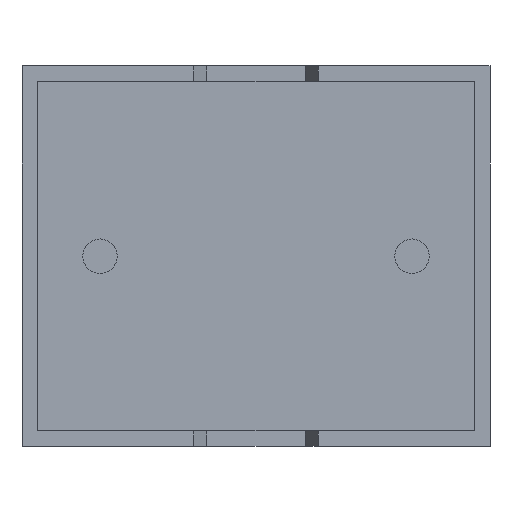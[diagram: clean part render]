
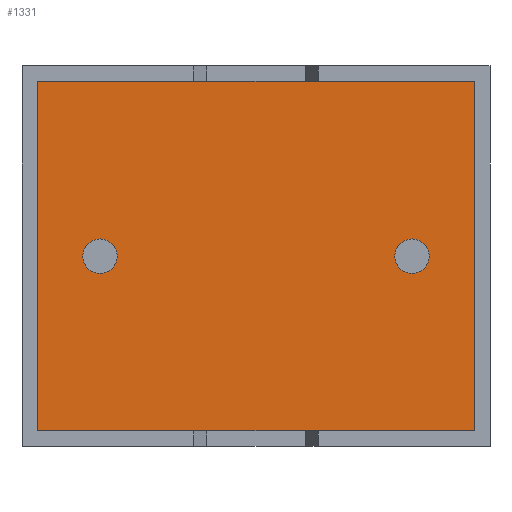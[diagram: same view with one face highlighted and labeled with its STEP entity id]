
A CAD part, front view. The second image highlights one B-rep face of the part: STEP entity #1331.
In plain terms, the highlighted planar face has unit normal (0, -1, 0).
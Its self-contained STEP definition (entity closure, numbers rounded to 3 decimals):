
#43 = ORIENTED_EDGE ( 'NONE', *, *, #2115, .F. ) ;
#60 = DIRECTION ( 'NONE',  ( 0., 0., -1. ) ) ;
#99 = LINE ( 'NONE', #2718, #1849 ) ;
#121 = VERTEX_POINT ( 'NONE', #295 ) ;
#127 = CARTESIAN_POINT ( 'NONE',  ( 6.25, 0.75, 3.325 ) ) ;
#129 = EDGE_LOOP ( 'NONE', ( #558, #3057, #556, #2575 ) ) ;
#133 = EDGE_CURVE ( 'NONE', #1386, #517, #469, .T. ) ;
#145 = EDGE_LOOP ( 'NONE', ( #43, #2922 ) ) ;
#167 = ORIENTED_EDGE ( 'NONE', *, *, #944, .F. ) ;
#180 = CARTESIAN_POINT ( 'NONE',  ( 6.25, 0.75, 2.775 ) ) ;
#187 = VERTEX_POINT ( 'NONE', #127 ) ;
#204 = PLANE ( 'NONE',  #1466 ) ;
#263 = VECTOR ( 'NONE', #396, 1000. ) ;
#270 = DIRECTION ( 'NONE',  ( 0., -1., 0. ) ) ;
#295 = CARTESIAN_POINT ( 'NONE',  ( 0.25, 0.75, 5.85 ) ) ;
#378 = VERTEX_POINT ( 'NONE', #180 ) ;
#396 = DIRECTION ( 'NONE',  ( -1., 0., 0. ) ) ;
#469 = CIRCLE ( 'NONE', #727, 0.275 ) ;
#517 = VERTEX_POINT ( 'NONE', #1897 ) ;
#520 = LINE ( 'NONE', #2726, #2972 ) ;
#525 = CARTESIAN_POINT ( 'NONE',  ( 7.25, 0.75, 5.85 ) ) ;
#556 = ORIENTED_EDGE ( 'NONE', *, *, #2676, .T. ) ;
#558 = ORIENTED_EDGE ( 'NONE', *, *, #1992, .T. ) ;
#605 = FACE_BOUND ( 'NONE', #145, .T. ) ;
#635 = EDGE_CURVE ( 'NONE', #378, #187, #2322, .T. ) ;
#641 = CARTESIAN_POINT ( 'NONE',  ( 0.25, 0.75, 0.25 ) ) ;
#674 = CARTESIAN_POINT ( 'NONE',  ( 1.25, 0.75, 2.775 ) ) ;
#688 = AXIS2_PLACEMENT_3D ( 'NONE', #3012, #1106, #1843 ) ;
#727 = AXIS2_PLACEMENT_3D ( 'NONE', #1956, #1235, #60 ) ;
#777 = AXIS2_PLACEMENT_3D ( 'NONE', #1452, #270, #2165 ) ;
#836 = EDGE_CURVE ( 'NONE', #2787, #2692, #99, .T. ) ;
#908 = DIRECTION ( 'NONE',  ( 0., -1., 0. ) ) ;
#914 = CIRCLE ( 'NONE', #2697, 0.275 ) ;
#919 = CARTESIAN_POINT ( 'NONE',  ( 0., 0.75, 0. ) ) ;
#944 = EDGE_CURVE ( 'NONE', #187, #378, #914, .T. ) ;
#1081 = CARTESIAN_POINT ( 'NONE',  ( 7.25, 0.75, 5.85 ) ) ;
#1087 = VERTEX_POINT ( 'NONE', #525 ) ;
#1106 = DIRECTION ( 'NONE',  ( 0., -1., 0. ) ) ;
#1235 = DIRECTION ( 'NONE',  ( 0., -1., 0. ) ) ;
#1331 = ADVANCED_FACE ( 'NONE', ( #2247, #2794, #605 ), #204, .T. ) ;
#1351 = CARTESIAN_POINT ( 'NONE',  ( 7.25, 0.75, 0.25 ) ) ;
#1386 = VERTEX_POINT ( 'NONE', #674 ) ;
#1452 = CARTESIAN_POINT ( 'NONE',  ( 6.25, 0.75, 3.05 ) ) ;
#1466 = AXIS2_PLACEMENT_3D ( 'NONE', #919, #2578, #2106 ) ;
#1514 = EDGE_LOOP ( 'NONE', ( #167, #2916 ) ) ;
#1568 = DIRECTION ( 'NONE',  ( 0., 0., 1. ) ) ;
#1843 = DIRECTION ( 'NONE',  ( 0., 0., -1. ) ) ;
#1849 = VECTOR ( 'NONE', #2533, 1000. ) ;
#1897 = CARTESIAN_POINT ( 'NONE',  ( 1.25, 0.75, 3.325 ) ) ;
#1956 = CARTESIAN_POINT ( 'NONE',  ( 1.25, 0.75, 3.05 ) ) ;
#1992 = EDGE_CURVE ( 'NONE', #121, #2787, #520, .T. ) ;
#2010 = VECTOR ( 'NONE', #1568, 1000. ) ;
#2073 = CARTESIAN_POINT ( 'NONE',  ( 7.25, 0.75, 0.25 ) ) ;
#2106 = DIRECTION ( 'NONE',  ( 0., 0., -1. ) ) ;
#2115 = EDGE_CURVE ( 'NONE', #517, #1386, #2747, .T. ) ;
#2139 = DIRECTION ( 'NONE',  ( 0., 0., -1. ) ) ;
#2165 = DIRECTION ( 'NONE',  ( 0., 0., -1. ) ) ;
#2247 = FACE_BOUND ( 'NONE', #1514, .T. ) ;
#2248 = DIRECTION ( 'NONE',  ( 0., 0., -1. ) ) ;
#2313 = CARTESIAN_POINT ( 'NONE',  ( 6.25, 0.75, 3.05 ) ) ;
#2322 = CIRCLE ( 'NONE', #777, 0.275 ) ;
#2529 = LINE ( 'NONE', #2073, #2010 ) ;
#2533 = DIRECTION ( 'NONE',  ( 1., 0., 0. ) ) ;
#2575 = ORIENTED_EDGE ( 'NONE', *, *, #2632, .T. ) ;
#2578 = DIRECTION ( 'NONE',  ( 0., -1., 0. ) ) ;
#2632 = EDGE_CURVE ( 'NONE', #1087, #121, #2962, .T. ) ;
#2676 = EDGE_CURVE ( 'NONE', #2692, #1087, #2529, .T. ) ;
#2692 = VERTEX_POINT ( 'NONE', #1351 ) ;
#2697 = AXIS2_PLACEMENT_3D ( 'NONE', #2313, #908, #2139 ) ;
#2718 = CARTESIAN_POINT ( 'NONE',  ( 0.25, 0.75, 0.25 ) ) ;
#2726 = CARTESIAN_POINT ( 'NONE',  ( 0.25, 0.75, 5.85 ) ) ;
#2747 = CIRCLE ( 'NONE', #688, 0.275 ) ;
#2787 = VERTEX_POINT ( 'NONE', #641 ) ;
#2794 = FACE_OUTER_BOUND ( 'NONE', #129, .T. ) ;
#2916 = ORIENTED_EDGE ( 'NONE', *, *, #635, .F. ) ;
#2922 = ORIENTED_EDGE ( 'NONE', *, *, #133, .F. ) ;
#2962 = LINE ( 'NONE', #1081, #263 ) ;
#2972 = VECTOR ( 'NONE', #2248, 1000. ) ;
#3012 = CARTESIAN_POINT ( 'NONE',  ( 1.25, 0.75, 3.05 ) ) ;
#3057 = ORIENTED_EDGE ( 'NONE', *, *, #836, .T. ) ;
